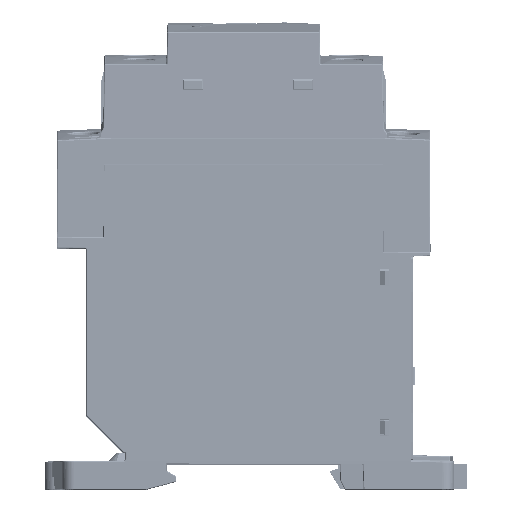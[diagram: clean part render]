
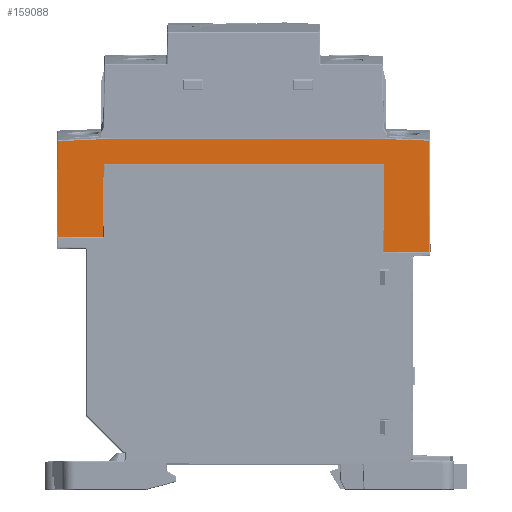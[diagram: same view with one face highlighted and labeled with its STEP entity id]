
A CAD part, top view. The second image highlights one B-rep face of the part: STEP entity #159088.
In plain terms, the highlighted planar face has unit normal (0, 0.004, 1).
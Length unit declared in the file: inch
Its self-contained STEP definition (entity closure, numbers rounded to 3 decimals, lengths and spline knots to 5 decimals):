
#1762 = DIRECTION ( 'NONE',  ( -0.999, 0.035, 0. ) ) ;
#5274 = EDGE_CURVE ( 'NONE', #141930, #558560, #553704, .T. ) ;
#6251 = CARTESIAN_POINT ( 'NONE',  ( -0.27674, 1.42248, 1.87983 ) ) ;
#7259 = FACE_OUTER_BOUND ( 'NONE', #482130, .T. ) ;
#25355 = CARTESIAN_POINT ( 'NONE',  ( 1.90314, 0.50719, 1.88382 ) ) ;
#27067 = VECTOR ( 'NONE', #345727, 39.37008 ) ;
#34884 = VECTOR ( 'NONE', #339656, 39.37008 ) ;
#35359 = EDGE_CURVE ( 'NONE', #552735, #604955, #376629, .T. ) ;
#36170 = LINE ( 'NONE', #586191, #539799 ) ;
#43775 = CARTESIAN_POINT ( 'NONE',  ( -0.73357, 1.40221, 1.87992 ) ) ;
#45510 = DIRECTION ( 'NONE',  ( 0., -1., 0.004 ) ) ;
#45740 = VERTEX_POINT ( 'NONE', #139423 ) ;
#47455 = CARTESIAN_POINT ( 'NONE',  ( 1.89187, 1.22019, 1.88071 ) ) ;
#51469 = VECTOR ( 'NONE', #142145, 39.37008 ) ;
#53604 = CARTESIAN_POINT ( 'NONE',  ( -0.74695, 0.50719, 1.88382 ) ) ;
#59294 = ORIENTED_EDGE ( 'NONE', *, *, #185593, .T. ) ;
#70682 = VERTEX_POINT ( 'NONE', #103743 ) ;
#74964 = CARTESIAN_POINT ( 'NONE',  ( 2.26157, 0.50719, 1.88382 ) ) ;
#77393 = DIRECTION ( 'NONE',  ( -0.999, -0.044, 0. ) ) ;
#82261 = CARTESIAN_POINT ( 'NONE',  ( -0.378, 0.62719, 1.8833 ) ) ;
#87286 = EDGE_CURVE ( 'NONE', #469259, #552735, #182631, .T. ) ;
#88180 = CARTESIAN_POINT ( 'NONE',  ( -0.74695, 1.42248, 1.87983 ) ) ;
#88400 = VECTOR ( 'NONE', #310111, 39.37008 ) ;
#103743 = CARTESIAN_POINT ( 'NONE',  ( 1.90314, 0.50719, 1.88382 ) ) ;
#110144 = VECTOR ( 'NONE', #178965, 39.37008 ) ;
#124929 = CARTESIAN_POINT ( 'NONE',  ( -0.37291, 0.63219, 1.88328 ) ) ;
#127661 = EDGE_CURVE ( 'NONE', #221381, #141930, #370927, .T. ) ;
#139423 = CARTESIAN_POINT ( 'NONE',  ( 2.25765, 1.40627, 1.8799 ) ) ;
#141930 = VERTEX_POINT ( 'NONE', #362384 ) ;
#142145 = DIRECTION ( 'NONE',  ( -0.004, -1., 0.004 ) ) ;
#142751 = CARTESIAN_POINT ( 'NONE',  ( 1.89805, 0.51219, 1.8838 ) ) ;
#149720 = VERTEX_POINT ( 'NONE', #174504 ) ;
#159088 = ADVANCED_FACE ( 'NONE', ( #7259 ), #627785, .T. ) ;
#160547 = ORIENTED_EDGE ( 'NONE', *, *, #127661, .T. ) ;
#165890 = ORIENTED_EDGE ( 'NONE', *, *, #208991, .T. ) ;
#167354 = VECTOR ( 'NONE', #235342, 39.37008 ) ;
#174504 = CARTESIAN_POINT ( 'NONE',  ( 2.26157, 0.50719, 1.88382 ) ) ;
#177024 = ORIENTED_EDGE ( 'NONE', *, *, #479928, .T. ) ;
#178965 = DIRECTION ( 'NONE',  ( -0.713, 0.701, -0.003 ) ) ;
#180037 = VECTOR ( 'NONE', #490152, 39.37008 ) ;
#182631 = LINE ( 'NONE', #88180, #167354 ) ;
#185593 = EDGE_CURVE ( 'NONE', #70682, #149720, #416192, .T. ) ;
#208991 = EDGE_CURVE ( 'NONE', #292028, #363871, #607225, .T. ) ;
#221381 = VERTEX_POINT ( 'NONE', #497122 ) ;
#221981 = EDGE_CURVE ( 'NONE', #45740, #469259, #36170, .T. ) ;
#227956 = ORIENTED_EDGE ( 'NONE', *, *, #87286, .T. ) ;
#229352 = DIRECTION ( 'NONE',  ( 0.713, 0.701, -0.003 ) ) ;
#235342 = DIRECTION ( 'NONE',  ( -1., 0., 0. ) ) ;
#247006 = VECTOR ( 'NONE', #77393, 39.37008 ) ;
#251260 = CARTESIAN_POINT ( 'NONE',  ( -0.73357, 1.40221, 1.87992 ) ) ;
#260871 = LINE ( 'NONE', #74964, #504898 ) ;
#261191 = CARTESIAN_POINT ( 'NONE',  ( -0.74695, 0.62719, 1.8833 ) ) ;
#269184 = VECTOR ( 'NONE', #229352, 39.37008 ) ;
#282209 = CARTESIAN_POINT ( 'NONE',  ( -0.73695, 0.62719, 1.8833 ) ) ;
#292028 = VERTEX_POINT ( 'NONE', #282209 ) ;
#305960 = EDGE_CURVE ( 'NONE', #70682, #483373, #629034, .T. ) ;
#310111 = DIRECTION ( 'NONE',  ( 1., 0., 0. ) ) ;
#320454 = CARTESIAN_POINT ( 'NONE',  ( -0.27674, 1.42248, 1.87983 ) ) ;
#324666 = ORIENTED_EDGE ( 'NONE', *, *, #5274, .T. ) ;
#337725 = DIRECTION ( 'NONE',  ( 0., 0.004, 1. ) ) ;
#339656 = DIRECTION ( 'NONE',  ( 0.009, -1., 0.004 ) ) ;
#345727 = DIRECTION ( 'NONE',  ( 1., 0., 0. ) ) ;
#350948 = ORIENTED_EDGE ( 'NONE', *, *, #305960, .F. ) ;
#355680 = VECTOR ( 'NONE', #367876, 39.37008 ) ;
#362384 = CARTESIAN_POINT ( 'NONE',  ( -0.36778, 1.22019, 1.88071 ) ) ;
#362814 = ORIENTED_EDGE ( 'NONE', *, *, #425054, .T. ) ;
#363871 = VERTEX_POINT ( 'NONE', #563337 ) ;
#367876 = DIRECTION ( 'NONE',  ( 0.009, 1., -0.004 ) ) ;
#370927 = LINE ( 'NONE', #124929, #355680 ) ;
#372763 = ORIENTED_EDGE ( 'NONE', *, *, #35359, .T. ) ;
#376629 = LINE ( 'NONE', #320454, #247006 ) ;
#416192 = LINE ( 'NONE', #53604, #27067 ) ;
#425054 = EDGE_CURVE ( 'NONE', #558560, #483373, #538568, .T. ) ;
#433700 = CARTESIAN_POINT ( 'NONE',  ( 1.89187, 1.22019, 1.88071 ) ) ;
#434086 = CARTESIAN_POINT ( 'NONE',  ( 1.80087, 1.42248, 1.87983 ) ) ;
#441564 = AXIS2_PLACEMENT_3D ( 'NONE', #629862, #337725, #45510 ) ;
#443172 = CARTESIAN_POINT ( 'NONE',  ( -0.74695, 1.22019, 1.88071 ) ) ;
#469259 = VERTEX_POINT ( 'NONE', #434086 ) ;
#479928 = EDGE_CURVE ( 'NONE', #363871, #221381, #528572, .T. ) ;
#482130 = EDGE_LOOP ( 'NONE', ( #516706, #165890, #177024, #160547, #324666, #362814, #350948, #59294, #510530, #518402, #227956, #372763 ) ) ;
#483373 = VERTEX_POINT ( 'NONE', #142751 ) ;
#490152 = DIRECTION ( 'NONE',  ( 1., 0., 0. ) ) ;
#497122 = CARTESIAN_POINT ( 'NONE',  ( -0.37291, 0.63219, 1.88328 ) ) ;
#504898 = VECTOR ( 'NONE', #516306, 39.37008 ) ;
#510530 = ORIENTED_EDGE ( 'NONE', *, *, #626313, .T. ) ;
#516306 = DIRECTION ( 'NONE',  ( -0.004, 1., -0.004 ) ) ;
#516706 = ORIENTED_EDGE ( 'NONE', *, *, #517416, .T. ) ;
#517416 = EDGE_CURVE ( 'NONE', #604955, #292028, #555124, .T. ) ;
#518402 = ORIENTED_EDGE ( 'NONE', *, *, #221981, .T. ) ;
#528572 = LINE ( 'NONE', #82261, #269184 ) ;
#538568 = LINE ( 'NONE', #47455, #34884 ) ;
#539799 = VECTOR ( 'NONE', #1762, 39.37008 ) ;
#552735 = VERTEX_POINT ( 'NONE', #6251 ) ;
#553704 = LINE ( 'NONE', #443172, #180037 ) ;
#555124 = LINE ( 'NONE', #43775, #51469 ) ;
#558560 = VERTEX_POINT ( 'NONE', #433700 ) ;
#563337 = CARTESIAN_POINT ( 'NONE',  ( -0.378, 0.62719, 1.8833 ) ) ;
#586191 = CARTESIAN_POINT ( 'NONE',  ( 2.25765, 1.40627, 1.8799 ) ) ;
#604955 = VERTEX_POINT ( 'NONE', #251260 ) ;
#607225 = LINE ( 'NONE', #261191, #88400 ) ;
#626313 = EDGE_CURVE ( 'NONE', #149720, #45740, #260871, .T. ) ;
#627785 = PLANE ( 'NONE',  #441564 ) ;
#629034 = LINE ( 'NONE', #25355, #110144 ) ;
#629862 = CARTESIAN_POINT ( 'NONE',  ( -0.74695, 0.62719, 1.8833 ) ) ;
